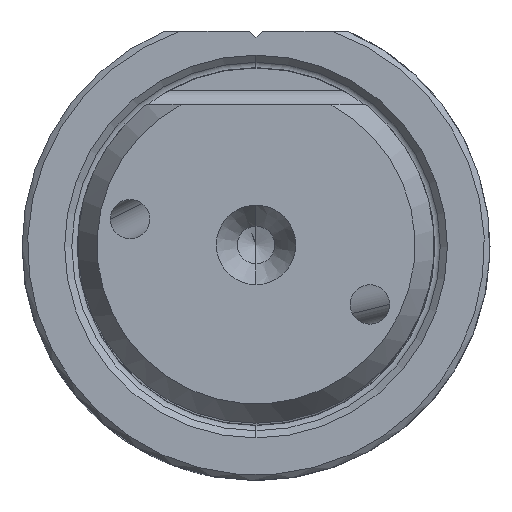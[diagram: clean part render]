
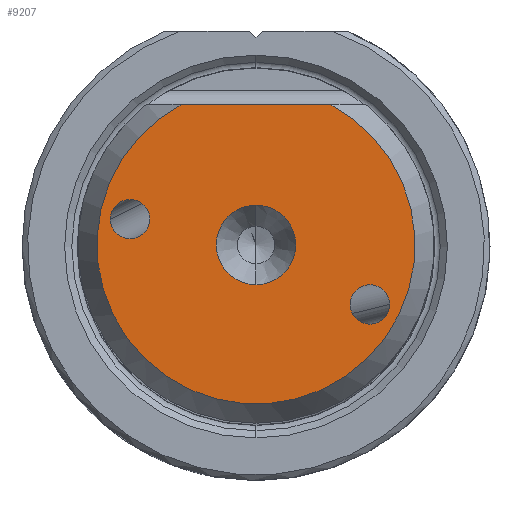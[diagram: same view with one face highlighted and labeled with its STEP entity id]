
A CAD part, top view. The second image highlights one B-rep face of the part: STEP entity #9207.
In plain terms, the highlighted planar face has unit normal (0, 0, 1).
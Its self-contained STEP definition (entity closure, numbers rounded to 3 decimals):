
#2496=CARTESIAN_POINT('',(7.135,-3.18,50.8));
#2497=CARTESIAN_POINT('',(7.135,-3.304,50.8));
#2498=CARTESIAN_POINT('',(7.09,-3.571,50.8));
#2499=CARTESIAN_POINT('',(6.889,-3.882,50.8));
#2500=CARTESIAN_POINT('',(6.662,-4.066,50.8));
#2501=CARTESIAN_POINT('',(6.472,-4.164,50.8));
#2502=CARTESIAN_POINT('',(6.307,-4.21,50.8));
#2503=CARTESIAN_POINT('',(6.177,-4.228,50.8));
#2504=CARTESIAN_POINT('',(6.083,-4.232,50.8));
#2505=CARTESIAN_POINT('',(5.989,-4.228,50.8));
#2506=CARTESIAN_POINT('',(5.86,-4.21,50.8));
#2507=CARTESIAN_POINT('',(5.695,-4.164,50.8));
#2508=CARTESIAN_POINT('',(5.505,-4.066,50.8));
#2509=CARTESIAN_POINT('',(5.278,-3.883,50.8));
#2510=CARTESIAN_POINT('',(5.077,-3.572,50.8));
#2511=CARTESIAN_POINT('',(5.032,-3.305,50.8));
#2512=CARTESIAN_POINT('',(5.032,-3.181,50.8));
#2540=CARTESIAN_POINT('',(5.032,-3.181,50.8));
#2541=CARTESIAN_POINT('',(5.032,-3.057,50.8));
#2542=CARTESIAN_POINT('',(5.077,-2.79,50.8));
#2543=CARTESIAN_POINT('',(5.278,-2.479,50.8));
#2544=CARTESIAN_POINT('',(5.505,-2.295,50.8));
#2545=CARTESIAN_POINT('',(5.695,-2.197,50.8));
#2546=CARTESIAN_POINT('',(5.86,-2.151,50.8));
#2547=CARTESIAN_POINT('',(5.989,-2.133,50.8));
#2548=CARTESIAN_POINT('',(6.083,-2.129,50.8));
#2549=CARTESIAN_POINT('',(6.177,-2.133,50.8));
#2550=CARTESIAN_POINT('',(6.307,-2.151,50.8));
#2551=CARTESIAN_POINT('',(6.472,-2.197,50.8));
#2552=CARTESIAN_POINT('',(6.662,-2.295,50.8));
#2553=CARTESIAN_POINT('',(6.889,-2.478,50.8));
#2554=CARTESIAN_POINT('',(7.09,-2.789,50.8));
#2555=CARTESIAN_POINT('',(7.135,-3.056,50.8));
#2556=CARTESIAN_POINT('',(7.135,-3.18,50.8));
#2568=DIRECTION('',(1.,0.,0.));
#2569=VECTOR('',#2568,7.893);
#2570=CARTESIAN_POINT('',(-3.947,7.525,50.8));
#2571=LINE('',#2570,#2569);
#2575=CARTESIAN_POINT('',(0.,0.,50.8));
#2576=DIRECTION('',(0.,0.,-1.));
#2577=DIRECTION('',(0.464,0.886,0.));
#2578=AXIS2_PLACEMENT_3D('',#2575,#2576,#2577);
#2583=CARTESIAN_POINT('',(0.,0.,50.8));
#2584=DIRECTION('',(0.,0.,1.));
#2585=DIRECTION('',(0.,1.,0.));
#2586=AXIS2_PLACEMENT_3D('',#2583,#2584,#2585);
#2591=CARTESIAN_POINT('',(0.,0.,50.8));
#2592=DIRECTION('',(0.,0.,1.));
#2593=DIRECTION('',(0.,-1.,0.));
#2594=AXIS2_PLACEMENT_3D('',#2591,#2592,#2593);
#2613=CARTESIAN_POINT('',(-3.947,7.525,50.8));
#5693=CARTESIAN_POINT('',(-5.674,1.376,50.8));
#5694=CARTESIAN_POINT('',(-5.674,1.252,50.8));
#5695=CARTESIAN_POINT('',(-5.719,0.984,50.8));
#5696=CARTESIAN_POINT('',(-5.92,0.673,50.8));
#5697=CARTESIAN_POINT('',(-6.147,0.49,50.8));
#5698=CARTESIAN_POINT('',(-6.337,0.391,50.8));
#5699=CARTESIAN_POINT('',(-6.502,0.345,50.8));
#5700=CARTESIAN_POINT('',(-6.632,0.327,50.8));
#5701=CARTESIAN_POINT('',(-6.726,0.323,50.8));
#5702=CARTESIAN_POINT('',(-6.819,0.327,50.8));
#5703=CARTESIAN_POINT('',(-6.949,0.344,50.8));
#5704=CARTESIAN_POINT('',(-7.114,0.391,50.8));
#5705=CARTESIAN_POINT('',(-7.304,0.488,50.8));
#5706=CARTESIAN_POINT('',(-7.531,0.671,50.8));
#5707=CARTESIAN_POINT('',(-7.732,0.982,50.8));
#5708=CARTESIAN_POINT('',(-7.777,1.25,50.8));
#5709=CARTESIAN_POINT('',(-7.777,1.373,50.8));
#5729=CARTESIAN_POINT('',(-7.777,1.373,50.8));
#5730=CARTESIAN_POINT('',(-7.777,1.497,50.8));
#5731=CARTESIAN_POINT('',(-7.732,1.765,50.8));
#5732=CARTESIAN_POINT('',(-7.531,2.076,50.8));
#5733=CARTESIAN_POINT('',(-7.304,2.26,50.8));
#5734=CARTESIAN_POINT('',(-7.114,2.358,50.8));
#5735=CARTESIAN_POINT('',(-6.949,2.404,50.8));
#5736=CARTESIAN_POINT('',(-6.819,2.422,50.8));
#5737=CARTESIAN_POINT('',(-6.726,2.426,50.8));
#5738=CARTESIAN_POINT('',(-6.632,2.422,50.8));
#5739=CARTESIAN_POINT('',(-6.502,2.405,50.8));
#5740=CARTESIAN_POINT('',(-6.337,2.359,50.8));
#5741=CARTESIAN_POINT('',(-6.147,2.261,50.8));
#5742=CARTESIAN_POINT('',(-5.92,2.078,50.8));
#5743=CARTESIAN_POINT('',(-5.719,1.767,50.8));
#5744=CARTESIAN_POINT('',(-5.674,1.5,50.8));
#5745=CARTESIAN_POINT('',(-5.674,1.376,50.8));
#6568=VERTEX_POINT('',#2613);
#6569=CARTESIAN_POINT('',(3.947,7.525,50.8));
#6570=VERTEX_POINT('',#6569);
#6578=CARTESIAN_POINT('',(0.,2.125,50.8));
#6579=CARTESIAN_POINT('',(0.,-2.125,50.8));
#6580=VERTEX_POINT('',#6578);
#6581=VERTEX_POINT('',#6579);
#6582=VERTEX_POINT('',#5693);
#6583=VERTEX_POINT('',#5709);
#6584=VERTEX_POINT('',#2496);
#6585=VERTEX_POINT('',#2512);
#9180=CARTESIAN_POINT('',(0.,-0.487,50.8));
#9181=DIRECTION('',(0.,0.,1.));
#9182=DIRECTION('',(-1.,0.,0.));
#9183=AXIS2_PLACEMENT_3D('',#9180,#9181,#9182);
#9184=PLANE('',#9183);
#9186=ORIENTED_EDGE('',*,*,#9185,.T.);
#9188=ORIENTED_EDGE('',*,*,#9187,.T.);
#9189=EDGE_LOOP('',(#9186,#9188));
#9190=FACE_OUTER_BOUND('',#9189,.F.);
#9192=ORIENTED_EDGE('',*,*,#9191,.T.);
#9194=ORIENTED_EDGE('',*,*,#9193,.T.);
#9195=EDGE_LOOP('',(#9192,#9194));
#9196=FACE_BOUND('',#9195,.F.);
#9198=ORIENTED_EDGE('',*,*,#9197,.F.);
#9200=ORIENTED_EDGE('',*,*,#9199,.F.);
#9201=EDGE_LOOP('',(#9198,#9200));
#9202=FACE_BOUND('',#9201,.F.);
#9203=ORIENTED_EDGE('',*,*,#9144,.F.);
#9204=ORIENTED_EDGE('',*,*,#9167,.F.);
#9205=EDGE_LOOP('',(#9203,#9204));
#9206=FACE_BOUND('',#9205,.F.);
#2513=B_SPLINE_CURVE_WITH_KNOTS('',3,(#2496,#2497,#2498,#2499,#2500,#2501,#2502,
#2503,#2504,#2505,#2506,#2507,#2508,#2509,#2510,#2511,#2512),.UNSPECIFIED.,.F.,
.F.,(4,1,1,1,1,1,1,1,1,1,1,1,1,1,4),(0.,0.125,0.25,0.313,0.375,
0.438,0.469,0.5,0.531,0.563,0.625,0.688,0.75,0.875,
1.),.UNSPECIFIED.);
#2557=B_SPLINE_CURVE_WITH_KNOTS('',3,(#2540,#2541,#2542,#2543,#2544,#2545,#2546,
#2547,#2548,#2549,#2550,#2551,#2552,#2553,#2554,#2555,#2556),.UNSPECIFIED.,.F.,
.F.,(4,1,1,1,1,1,1,1,1,1,1,1,1,1,4),(0.,0.125,0.25,0.313,0.375,
0.438,0.469,0.5,0.531,0.563,0.625,0.688,0.75,0.875,
1.),.UNSPECIFIED.);
#2579=CIRCLE('',#2578,8.497);
#2587=CIRCLE('',#2586,2.125);
#2595=CIRCLE('',#2594,2.125);
#5710=B_SPLINE_CURVE_WITH_KNOTS('',3,(#5693,#5694,#5695,#5696,#5697,#5698,#5699,
#5700,#5701,#5702,#5703,#5704,#5705,#5706,#5707,#5708,#5709),.UNSPECIFIED.,.F.,
.F.,(4,1,1,1,1,1,1,1,1,1,1,1,1,1,4),(0.,0.125,0.25,0.313,0.375,
0.438,0.469,0.5,0.531,0.563,0.625,0.688,0.75,0.875,
1.),.UNSPECIFIED.);
#5746=B_SPLINE_CURVE_WITH_KNOTS('',3,(#5729,#5730,#5731,#5732,#5733,#5734,#5735,
#5736,#5737,#5738,#5739,#5740,#5741,#5742,#5743,#5744,#5745),.UNSPECIFIED.,.F.,
.F.,(4,1,1,1,1,1,1,1,1,1,1,1,1,1,4),(0.,0.125,0.25,0.313,0.375,
0.438,0.469,0.5,0.531,0.563,0.625,0.688,0.75,0.875,
1.),.UNSPECIFIED.);
#9144=EDGE_CURVE('',#6584,#6585,#2513,.T.);
#9167=EDGE_CURVE('',#6585,#6584,#2557,.T.);
#9185=EDGE_CURVE('',#6568,#6570,#2571,.T.);
#9187=EDGE_CURVE('',#6570,#6568,#2579,.T.);
#9191=EDGE_CURVE('',#6580,#6581,#2587,.T.);
#9193=EDGE_CURVE('',#6581,#6580,#2595,.T.);
#9197=EDGE_CURVE('',#6582,#6583,#5710,.T.);
#9199=EDGE_CURVE('',#6583,#6582,#5746,.T.);
#9207=ADVANCED_FACE('',(#9190,#9196,#9202,#9206),#9184,.T.);
